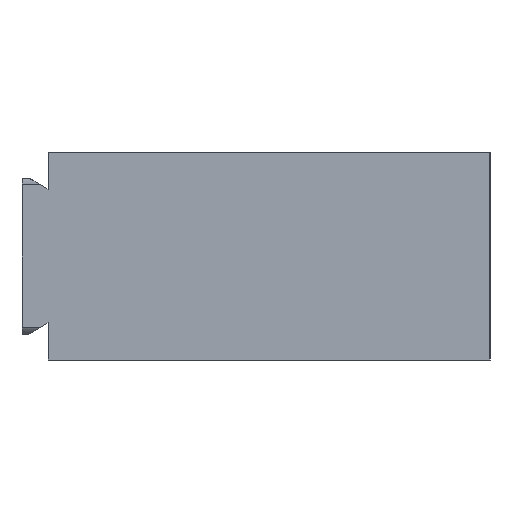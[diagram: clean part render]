
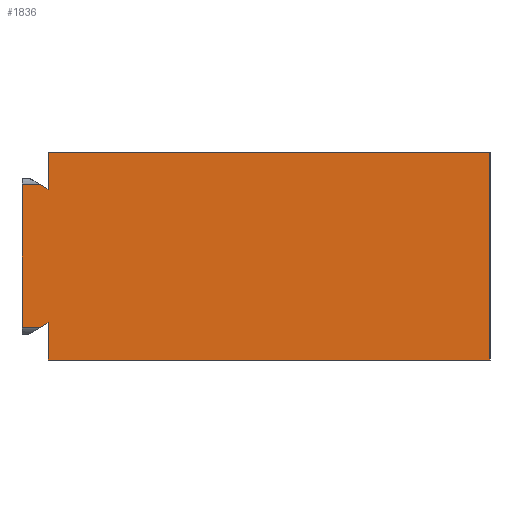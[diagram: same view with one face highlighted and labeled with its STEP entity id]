
A CAD part, left-side view. The second image highlights one B-rep face of the part: STEP entity #1836.
In plain terms, the highlighted planar face has unit normal (-1, 0, 0).
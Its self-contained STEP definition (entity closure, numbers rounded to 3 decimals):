
#105=PLANE('',#1968);
#162=FACE_OUTER_BOUND('',#256,.T.);
#256=EDGE_LOOP('',(#1284,#1285,#1286,#1287,#1288,#1289,#1290,#1291,#1292,
#1293));
#439=LINE('',#2725,#617);
#457=LINE('',#2804,#635);
#460=LINE('',#2809,#638);
#461=LINE('',#2811,#639);
#462=LINE('',#2813,#640);
#463=LINE('',#2815,#641);
#464=LINE('',#2817,#642);
#465=LINE('',#2819,#643);
#466=LINE('',#2821,#644);
#467=LINE('',#2822,#645);
#617=VECTOR('',#2146,10.);
#635=VECTOR('',#2216,10.);
#638=VECTOR('',#2221,10.);
#639=VECTOR('',#2222,10.);
#640=VECTOR('',#2223,10.);
#641=VECTOR('',#2224,10.);
#642=VECTOR('',#2225,10.);
#643=VECTOR('',#2226,10.);
#644=VECTOR('',#2227,10.);
#645=VECTOR('',#2228,10.);
#796=VERTEX_POINT('',#2722);
#797=VERTEX_POINT('',#2724);
#830=VERTEX_POINT('',#2800);
#832=VERTEX_POINT('',#2803);
#834=VERTEX_POINT('',#2810);
#835=VERTEX_POINT('',#2812);
#836=VERTEX_POINT('',#2814);
#837=VERTEX_POINT('',#2816);
#838=VERTEX_POINT('',#2818);
#839=VERTEX_POINT('',#2820);
#976=EDGE_CURVE('',#797,#796,#439,.T.);
#1011=EDGE_CURVE('',#832,#830,#457,.T.);
#1014=EDGE_CURVE('',#796,#832,#460,.T.);
#1015=EDGE_CURVE('',#834,#830,#461,.T.);
#1016=EDGE_CURVE('',#835,#834,#462,.T.);
#1017=EDGE_CURVE('',#836,#835,#463,.T.);
#1018=EDGE_CURVE('',#836,#837,#464,.T.);
#1019=EDGE_CURVE('',#837,#838,#465,.T.);
#1020=EDGE_CURVE('',#838,#839,#466,.T.);
#1021=EDGE_CURVE('',#839,#797,#467,.T.);
#1284=ORIENTED_EDGE('',*,*,#976,.T.);
#1285=ORIENTED_EDGE('',*,*,#1014,.T.);
#1286=ORIENTED_EDGE('',*,*,#1011,.T.);
#1287=ORIENTED_EDGE('',*,*,#1015,.F.);
#1288=ORIENTED_EDGE('',*,*,#1016,.F.);
#1289=ORIENTED_EDGE('',*,*,#1017,.F.);
#1290=ORIENTED_EDGE('',*,*,#1018,.T.);
#1291=ORIENTED_EDGE('',*,*,#1019,.T.);
#1292=ORIENTED_EDGE('',*,*,#1020,.T.);
#1293=ORIENTED_EDGE('',*,*,#1021,.T.);
#1836=ADVANCED_FACE('',(#162),#105,.T.);
#1968=AXIS2_PLACEMENT_3D('',#2808,#2219,#2220);
#2146=DIRECTION('',(0.,-1.,0.));
#2216=DIRECTION('',(0.,0.,-1.));
#2219=DIRECTION('center_axis',(-1.,0.,0.));
#2220=DIRECTION('ref_axis',(0.,1.,0.));
#2221=DIRECTION('',(0.,-0.866,0.5));
#2222=DIRECTION('',(0.,1.,0.));
#2223=DIRECTION('',(0.,0.,-1.));
#2224=DIRECTION('',(0.,-1.,0.));
#2225=DIRECTION('',(0.,0.,-1.));
#2226=DIRECTION('',(0.,0.866,0.5));
#2227=DIRECTION('',(0.,1.,0.));
#2228=DIRECTION('',(0.,0.,-1.));
#2722=CARTESIAN_POINT('',(-63.5,26.366,-21.428));
#2724=CARTESIAN_POINT('',(-63.5,28.575,-21.428));
#2725=CARTESIAN_POINT('',(-63.5,26.988,-21.428));
#2800=CARTESIAN_POINT('',(-63.5,25.4,-25.4));
#2803=CARTESIAN_POINT('',(-63.5,25.4,-20.87));
#2804=CARTESIAN_POINT('',(-63.5,25.4,-10.435));
#2808=CARTESIAN_POINT('Origin',(-63.5,-28.575,0.));
#2809=CARTESIAN_POINT('',(-63.5,1.814,-7.253));
#2810=CARTESIAN_POINT('',(-63.5,-28.575,-25.4));
#2811=CARTESIAN_POINT('',(-63.5,28.575,-25.4));
#2812=CARTESIAN_POINT('',(-63.5,-28.575,0.));
#2813=CARTESIAN_POINT('',(-63.5,-28.575,0.));
#2814=CARTESIAN_POINT('',(-63.5,25.4,0.));
#2815=CARTESIAN_POINT('',(-63.5,28.575,0.));
#2816=CARTESIAN_POINT('',(-63.5,25.4,-4.53));
#2817=CARTESIAN_POINT('',(-63.5,25.4,-2.265));
#2818=CARTESIAN_POINT('',(-63.5,26.366,-3.972));
#2819=CARTESIAN_POINT('',(-63.5,7.314,-14.972));
#2820=CARTESIAN_POINT('',(-63.5,28.575,-3.972));
#2821=CARTESIAN_POINT('',(-63.5,26.988,-3.972));
#2822=CARTESIAN_POINT('',(-63.5,28.575,0.));
